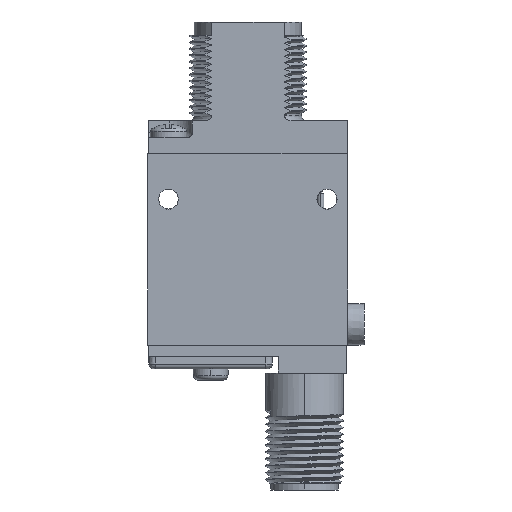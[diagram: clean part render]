
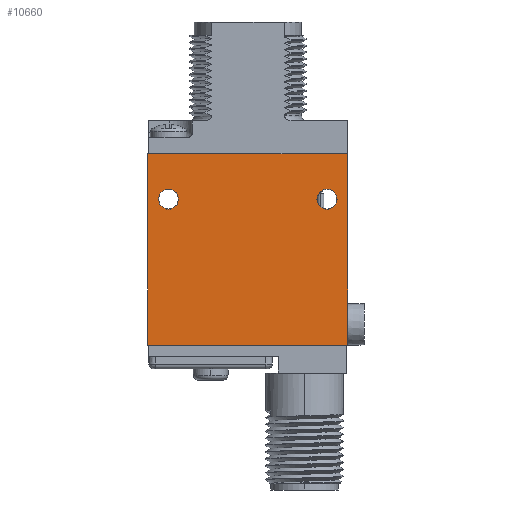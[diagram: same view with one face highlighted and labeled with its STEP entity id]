
A CAD part, left-side view. The second image highlights one B-rep face of the part: STEP entity #10660.
In plain terms, the highlighted planar face has unit normal (-1, 0, 0).
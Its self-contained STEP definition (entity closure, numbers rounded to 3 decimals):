
#1=DIRECTION('',(0.,-1.,0.));
#2=VECTOR('',#1,0.076);
#3=CARTESIAN_POINT('',(-6.02,0.076,0.));
#4=LINE('',#3,#2);
#5=DIRECTION('',(0.,0.,-1.));
#6=VECTOR('',#5,29.464);
#7=CARTESIAN_POINT('',(-6.02,0.,0.));
#8=LINE('',#7,#6);
#9=DIRECTION('',(0.,1.,0.));
#10=VECTOR('',#9,30.785);
#11=CARTESIAN_POINT('',(-6.02,0.,-29.464));
#12=LINE('',#11,#10);
#13=DIRECTION('',(0.,0.,1.));
#14=VECTOR('',#13,29.464);
#15=CARTESIAN_POINT('',(-6.02,30.785,-29.464));
#16=LINE('',#15,#14);
#17=DIRECTION('',(0.,-1.,0.));
#18=VECTOR('',#17,0.127);
#19=CARTESIAN_POINT('',(-6.02,30.785,0.));
#20=LINE('',#19,#18);
#21=DIRECTION('',(0.,1.,0.));
#22=VECTOR('',#21,30.582);
#23=CARTESIAN_POINT('',(-6.02,0.076,0.));
#24=LINE('',#23,#22);
#25=CARTESIAN_POINT('',(-6.02,27.61,-6.985));
#26=DIRECTION('',(1.,0.,0.));
#27=DIRECTION('',(0.,0.,-1.));
#28=AXIS2_PLACEMENT_3D('',#25,#26,#27);
#30=CARTESIAN_POINT('',(-6.02,27.61,-6.985));
#31=DIRECTION('',(1.,0.,0.));
#32=DIRECTION('',(0.,0.,1.));
#33=AXIS2_PLACEMENT_3D('',#30,#31,#32);
#35=CARTESIAN_POINT('',(-6.02,3.175,-6.985));
#36=DIRECTION('',(1.,0.,0.));
#37=DIRECTION('',(0.,0.,-1.));
#38=AXIS2_PLACEMENT_3D('',#35,#36,#37);
#40=CARTESIAN_POINT('',(-6.02,3.175,-6.985));
#41=DIRECTION('',(1.,0.,0.));
#42=DIRECTION('',(0.,0.,1.));
#43=AXIS2_PLACEMENT_3D('',#40,#41,#42);
#9716=CARTESIAN_POINT('',(-6.02,0.,0.));
#9717=CARTESIAN_POINT('',(-6.02,0.,-29.464));
#9718=VERTEX_POINT('',#9716);
#9719=VERTEX_POINT('',#9717);
#9720=CARTESIAN_POINT('',(-6.02,30.785,-29.464));
#9721=VERTEX_POINT('',#9720);
#9722=CARTESIAN_POINT('',(-6.02,30.785,0.));
#9723=VERTEX_POINT('',#9722);
#9732=CARTESIAN_POINT('',(-6.02,27.61,-8.535));
#9733=CARTESIAN_POINT('',(-6.02,27.61,-5.435));
#9734=VERTEX_POINT('',#9732);
#9735=VERTEX_POINT('',#9733);
#9736=CARTESIAN_POINT('',(-6.02,3.175,-8.535));
#9737=CARTESIAN_POINT('',(-6.02,3.175,-5.435));
#9738=VERTEX_POINT('',#9736);
#9739=VERTEX_POINT('',#9737);
#10144=CARTESIAN_POINT('',(-6.02,0.076,0.));
#10145=CARTESIAN_POINT('',(-6.02,30.658,0.));
#10146=VERTEX_POINT('',#10144);
#10147=VERTEX_POINT('',#10145);
#10629=CARTESIAN_POINT('',(-6.02,0.,0.));
#10630=DIRECTION('',(1.,0.,0.));
#10631=DIRECTION('',(0.,0.,-1.));
#10632=AXIS2_PLACEMENT_3D('',#10629,#10630,#10631);
#10633=PLANE('',#10632);
#10635=ORIENTED_EDGE('',*,*,#10634,.T.);
#10637=ORIENTED_EDGE('',*,*,#10636,.T.);
#10639=ORIENTED_EDGE('',*,*,#10638,.T.);
#10641=ORIENTED_EDGE('',*,*,#10640,.T.);
#10643=ORIENTED_EDGE('',*,*,#10642,.T.);
#10645=ORIENTED_EDGE('',*,*,#10644,.F.);
#10646=EDGE_LOOP('',(#10635,#10637,#10639,#10641,#10643,#10645));
#10647=FACE_OUTER_BOUND('',#10646,.F.);
#10649=ORIENTED_EDGE('',*,*,#10648,.F.);
#10651=ORIENTED_EDGE('',*,*,#10650,.F.);
#10652=EDGE_LOOP('',(#10649,#10651));
#10653=FACE_BOUND('',#10652,.F.);
#10655=ORIENTED_EDGE('',*,*,#10654,.F.);
#10657=ORIENTED_EDGE('',*,*,#10656,.F.);
#10658=EDGE_LOOP('',(#10655,#10657));
#10659=FACE_BOUND('',#10658,.F.);
#10660=ADVANCED_FACE('',(#10647,#10653,#10659),#10633,.F.);
#29=CIRCLE('',#28,1.55);
#34=CIRCLE('',#33,1.55);
#39=CIRCLE('',#38,1.55);
#44=CIRCLE('',#43,1.55);
#10634=EDGE_CURVE('',#10146,#9718,#4,.T.);
#10636=EDGE_CURVE('',#9718,#9719,#8,.T.);
#10638=EDGE_CURVE('',#9719,#9721,#12,.T.);
#10640=EDGE_CURVE('',#9721,#9723,#16,.T.);
#10642=EDGE_CURVE('',#9723,#10147,#20,.T.);
#10644=EDGE_CURVE('',#10146,#10147,#24,.T.);
#10648=EDGE_CURVE('',#9734,#9735,#29,.T.);
#10650=EDGE_CURVE('',#9735,#9734,#34,.T.);
#10654=EDGE_CURVE('',#9738,#9739,#39,.T.);
#10656=EDGE_CURVE('',#9739,#9738,#44,.T.);
